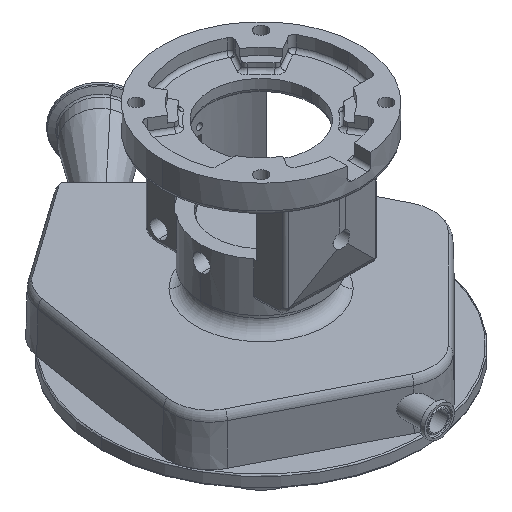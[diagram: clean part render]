
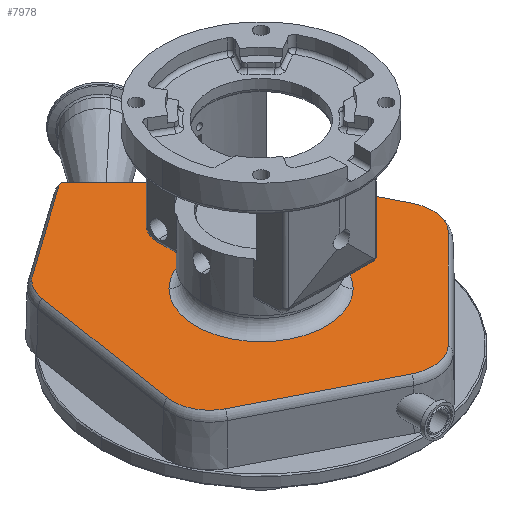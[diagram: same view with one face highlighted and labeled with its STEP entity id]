
A CAD part, isometric view. The second image highlights one B-rep face of the part: STEP entity #7978.
In plain terms, the highlighted planar face has unit normal (0, 0, 1).
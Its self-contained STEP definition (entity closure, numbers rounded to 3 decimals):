
#62 = PLANE ( 'NONE',  #13450 ) ;
#95 = VERTEX_POINT ( 'NONE', #12179 ) ;
#129 = AXIS2_PLACEMENT_3D ( 'NONE', #8690, #7621, #5342 ) ;
#249 = CIRCLE ( 'NONE', #1155, 31.169 ) ;
#624 = VERTEX_POINT ( 'NONE', #1591 ) ;
#630 = DIRECTION ( 'NONE',  ( 0., 0., -1. ) ) ;
#756 = EDGE_CURVE ( 'NONE', #9792, #8954, #249, .T. ) ;
#818 = CIRCLE ( 'NONE', #129, 55. ) ;
#883 = AXIS2_PLACEMENT_3D ( 'NONE', #11894, #8486, #3322 ) ;
#915 = AXIS2_PLACEMENT_3D ( 'NONE', #12023, #5485, #11642 ) ;
#943 = EDGE_CURVE ( 'NONE', #2528, #9792, #1428, .T. ) ;
#951 = CARTESIAN_POINT ( 'NONE',  ( -86.721, 106.155, -141.5 ) ) ;
#959 = DIRECTION ( 'NONE',  ( 0.45, -0.893, 0. ) ) ;
#1140 = ORIENTED_EDGE ( 'NONE', *, *, #14039, .F. ) ;
#1155 = AXIS2_PLACEMENT_3D ( 'NONE', #4451, #5600, #2145 ) ;
#1201 = DIRECTION ( 'NONE',  ( 0.707, -0.707, 0. ) ) ;
#1250 = ORIENTED_EDGE ( 'NONE', *, *, #3905, .F. ) ;
#1338 = FACE_OUTER_BOUND ( 'NONE', #4856, .T. ) ;
#1381 = VERTEX_POINT ( 'NONE', #10411 ) ;
#1407 = CARTESIAN_POINT ( 'NONE',  ( -102.806, -72.944, -141.5 ) ) ;
#1418 = CARTESIAN_POINT ( 'NONE',  ( 123.744, 123.744, -141.5 ) ) ;
#1428 = CIRCLE ( 'NONE', #6012, 31.169 ) ;
#1456 = EDGE_LOOP ( 'NONE', ( #9244, #4960 ) ) ;
#1504 = EDGE_CURVE ( 'NONE', #12194, #6922, #3618, .T. ) ;
#1591 = CARTESIAN_POINT ( 'NONE',  ( 37.605, -120.315, -141.5 ) ) ;
#1716 = CARTESIAN_POINT ( 'NONE',  ( 31.113, 124.451, -141.5 ) ) ;
#1783 = AXIS2_PLACEMENT_3D ( 'NONE', #10413, #630, #8291 ) ;
#1854 = VECTOR ( 'NONE', #7519, 1000. ) ;
#1989 = VECTOR ( 'NONE', #10172, 1000. ) ;
#2005 = CARTESIAN_POINT ( 'NONE',  ( -10.264, 160.332, -141.5 ) ) ;
#2013 = CARTESIAN_POINT ( 'NONE',  ( -6.135, 154.505, -141.5 ) ) ;
#2145 = DIRECTION ( 'NONE',  ( 0.707, -0.707, 0. ) ) ;
#2528 = VERTEX_POINT ( 'NONE', #4950 ) ;
#2723 = VECTOR ( 'NONE', #11127, 1000. ) ;
#3062 = ORIENTED_EDGE ( 'NONE', *, *, #756, .F. ) ;
#3124 = CIRCLE ( 'NONE', #13839, 55. ) ;
#3322 = DIRECTION ( 'NONE',  ( -0.707, 0.707, 0. ) ) ;
#3386 = VECTOR ( 'NONE', #10630, 1000. ) ;
#3564 = LINE ( 'NONE', #12190, #2723 ) ;
#3587 = ORIENTED_EDGE ( 'NONE', *, *, #6848, .F. ) ;
#3618 = LINE ( 'NONE', #11264, #1989 ) ;
#3905 = EDGE_CURVE ( 'NONE', #4265, #12301, #7127, .T. ) ;
#3994 = EDGE_CURVE ( 'NONE', #12301, #8799, #9614, .T. ) ;
#4191 = ORIENTED_EDGE ( 'NONE', *, *, #3994, .F. ) ;
#4226 = DIRECTION ( 'NONE',  ( 0.157, 0.988, 0. ) ) ;
#4265 = VERTEX_POINT ( 'NONE', #12512 ) ;
#4343 = CARTESIAN_POINT ( 'NONE',  ( -90.741, 102.763, -141.5 ) ) ;
#4451 = CARTESIAN_POINT ( 'NONE',  ( -68.701, 80.723, -141.5 ) ) ;
#4640 = ORIENTED_EDGE ( 'NONE', *, *, #13755, .F. ) ;
#4856 = EDGE_LOOP ( 'NONE', ( #1140, #12958, #9159, #11508, #11981, #3062, #9168, #7936, #9131, #4640, #11942, #3587, #8231, #4191, #1250 ) ) ;
#4938 = AXIS2_PLACEMENT_3D ( 'NONE', #8537, #12876, #10806 ) ;
#4950 = CARTESIAN_POINT ( 'NONE',  ( -99.486, 85.602, -141.5 ) ) ;
#4960 = ORIENTED_EDGE ( 'NONE', *, *, #8421, .F. ) ;
#5039 = CIRCLE ( 'NONE', #915, 31.169 ) ;
#5049 = CARTESIAN_POINT ( 'NONE',  ( 40.096, 99.742, -141.5 ) ) ;
#5148 = CARTESIAN_POINT ( 'NONE',  ( -159.395, 54.659, -141.5 ) ) ;
#5172 = VERTEX_POINT ( 'NONE', #5402 ) ;
#5225 = CIRCLE ( 'NONE', #1783, 31.169 ) ;
#5324 = DIRECTION ( 'NONE',  ( 0., 0., 1. ) ) ;
#5342 = DIRECTION ( 'NONE',  ( 0.707, -0.707, 0. ) ) ;
#5402 = CARTESIAN_POINT ( 'NONE',  ( -38.891, 38.891, -141.5 ) ) ;
#5485 = DIRECTION ( 'NONE',  ( 0., 0., -1. ) ) ;
#5546 = VERTEX_POINT ( 'NONE', #13359 ) ;
#5600 = DIRECTION ( 'NONE',  ( 0., 0., -1. ) ) ;
#5752 = CARTESIAN_POINT ( 'NONE',  ( -68.701, 80.723, -141.5 ) ) ;
#5806 = CARTESIAN_POINT ( 'NONE',  ( -119.44, -40.293, -141.5 ) ) ;
#5861 = CIRCLE ( 'NONE', #11330, 7.141 ) ;
#6012 = AXIS2_PLACEMENT_3D ( 'NONE', #5752, #9000, #13286 ) ;
#6612 = CARTESIAN_POINT ( 'NONE',  ( 100.078, 50.054, -141.5 ) ) ;
#6848 = EDGE_CURVE ( 'NONE', #11742, #624, #3564, .T. ) ;
#6922 = VERTEX_POINT ( 'NONE', #11278 ) ;
#7127 = CIRCLE ( 'NONE', #7563, 31.169 ) ;
#7293 = CIRCLE ( 'NONE', #883, 228.831 ) ;
#7302 = VERTEX_POINT ( 'NONE', #10367 ) ;
#7335 = CARTESIAN_POINT ( 'NONE',  ( 0., 0., -141.5 ) ) ;
#7449 = LINE ( 'NONE', #11797, #1854 ) ;
#7492 = VERTEX_POINT ( 'NONE', #2005 ) ;
#7519 = DIRECTION ( 'NONE',  ( -0.966, -0.259, 0. ) ) ;
#7563 = AXIS2_PLACEMENT_3D ( 'NONE', #5049, #9393, #13751 ) ;
#7621 = DIRECTION ( 'NONE',  ( 0., 0., 1. ) ) ;
#7644 = FACE_BOUND ( 'NONE', #1456, .T. ) ;
#7859 = EDGE_CURVE ( 'NONE', #13409, #2528, #10783, .T. ) ;
#7905 = DIRECTION ( 'NONE',  ( -0.891, 0.454, 0. ) ) ;
#7936 = ORIENTED_EDGE ( 'NONE', *, *, #7859, .F. ) ;
#7960 = CARTESIAN_POINT ( 'NONE',  ( 126.103, -1.525, -141.5 ) ) ;
#7978 = ADVANCED_FACE ( 'NONE', ( #7644, #1338 ), #62, .T. ) ;
#8052 = LINE ( 'NONE', #1407, #13639 ) ;
#8231 = ORIENTED_EDGE ( 'NONE', *, *, #13591, .F. ) ;
#8291 = DIRECTION ( 'NONE',  ( 0.707, -0.707, 0. ) ) ;
#8421 = EDGE_CURVE ( 'NONE', #5172, #1381, #3124, .T. ) ;
#8486 = DIRECTION ( 'NONE',  ( 0., 0., 1. ) ) ;
#8537 = CARTESIAN_POINT ( 'NONE',  ( 15.565, -98.275, -141.5 ) ) ;
#8690 = CARTESIAN_POINT ( 'NONE',  ( 0., 0., -141.5 ) ) ;
#8758 = EDGE_CURVE ( 'NONE', #1381, #5172, #818, .T. ) ;
#8782 = DIRECTION ( 'NONE',  ( 0., 0., 1. ) ) ;
#8799 = VERTEX_POINT ( 'NONE', #7960 ) ;
#8954 = VERTEX_POINT ( 'NONE', #951 ) ;
#8965 = EDGE_CURVE ( 'NONE', #624, #5546, #11086, .T. ) ;
#9000 = DIRECTION ( 'NONE',  ( 0., 0., -1. ) ) ;
#9131 = ORIENTED_EDGE ( 'NONE', *, *, #9657, .F. ) ;
#9159 = ORIENTED_EDGE ( 'NONE', *, *, #1504, .T. ) ;
#9168 = ORIENTED_EDGE ( 'NONE', *, *, #943, .F. ) ;
#9244 = ORIENTED_EDGE ( 'NONE', *, *, #8758, .F. ) ;
#9393 = DIRECTION ( 'NONE',  ( 0., 0., -1. ) ) ;
#9614 = LINE ( 'NONE', #6612, #13942 ) ;
#9657 = EDGE_CURVE ( 'NONE', #95, #13409, #5039, .T. ) ;
#9792 = VERTEX_POINT ( 'NONE', #4343 ) ;
#10172 = DIRECTION ( 'NONE',  ( -0.707, 0.707, 0. ) ) ;
#10243 = EDGE_CURVE ( 'NONE', #7492, #6922, #5861, .T. ) ;
#10367 = CARTESIAN_POINT ( 'NONE',  ( 49.83, 129.466, -141.5 ) ) ;
#10411 = CARTESIAN_POINT ( 'NONE',  ( 38.891, -38.891, -141.5 ) ) ;
#10413 = CARTESIAN_POINT ( 'NONE',  ( 98.275, -15.565, -141.5 ) ) ;
#10630 = DIRECTION ( 'NONE',  ( 0.816, 0.578, 0. ) ) ;
#10783 = LINE ( 'NONE', #12919, #11638 ) ;
#10806 = DIRECTION ( 'NONE',  ( 0.707, -0.707, 0. ) ) ;
#10808 = DIRECTION ( 'NONE',  ( 0., 0., -1. ) ) ;
#10855 = CARTESIAN_POINT ( 'NONE',  ( 67.924, 113.783, -141.5 ) ) ;
#11086 = CIRCLE ( 'NONE', #4938, 31.169 ) ;
#11127 = DIRECTION ( 'NONE',  ( -0.707, -0.707, 0. ) ) ;
#11264 = CARTESIAN_POINT ( 'NONE',  ( 77.782, 77.782, -141.5 ) ) ;
#11278 = CARTESIAN_POINT ( 'NONE',  ( -6.083, 161.646, -141.5 ) ) ;
#11330 = AXIS2_PLACEMENT_3D ( 'NONE', #2013, #10808, #12880 ) ;
#11508 = ORIENTED_EDGE ( 'NONE', *, *, #10243, .F. ) ;
#11638 = VECTOR ( 'NONE', #4226, 1000. ) ;
#11642 = DIRECTION ( 'NONE',  ( 0.707, -0.707, 0. ) ) ;
#11679 = DIRECTION ( 'NONE',  ( 0.707, -0.707, 0. ) ) ;
#11741 = EDGE_CURVE ( 'NONE', #7302, #12194, #7449, .T. ) ;
#11742 = VERTEX_POINT ( 'NONE', #12933 ) ;
#11797 = CARTESIAN_POINT ( 'NONE',  ( 117.362, 147.561, -141.5 ) ) ;
#11894 = CARTESIAN_POINT ( 'NONE',  ( 139.999, 339.783, -141.5 ) ) ;
#11942 = ORIENTED_EDGE ( 'NONE', *, *, #8965, .F. ) ;
#11981 = ORIENTED_EDGE ( 'NONE', *, *, #13513, .F. ) ;
#12023 = CARTESIAN_POINT ( 'NONE',  ( -88.655, -45.172, -141.5 ) ) ;
#12179 = CARTESIAN_POINT ( 'NONE',  ( -102.806, -72.944, -141.5 ) ) ;
#12190 = CARTESIAN_POINT ( 'NONE',  ( 12.046, -145.874, -141.5 ) ) ;
#12194 = VERTEX_POINT ( 'NONE', #1716 ) ;
#12301 = VERTEX_POINT ( 'NONE', #10855 ) ;
#12512 = CARTESIAN_POINT ( 'NONE',  ( 52.073, 128.519, -141.5 ) ) ;
#12561 = LINE ( 'NONE', #5148, #3386 ) ;
#12876 = DIRECTION ( 'NONE',  ( 0., 0., -1. ) ) ;
#12880 = DIRECTION ( 'NONE',  ( 0.707, -0.707, 0. ) ) ;
#12919 = CARTESIAN_POINT ( 'NONE',  ( -119.44, -40.293, -141.5 ) ) ;
#12933 = CARTESIAN_POINT ( 'NONE',  ( 120.315, -37.605, -141.5 ) ) ;
#12958 = ORIENTED_EDGE ( 'NONE', *, *, #11741, .T. ) ;
#13286 = DIRECTION ( 'NONE',  ( 0.707, -0.707, 0. ) ) ;
#13359 = CARTESIAN_POINT ( 'NONE',  ( 1.415, -126.047, -141.5 ) ) ;
#13409 = VERTEX_POINT ( 'NONE', #5806 ) ;
#13450 = AXIS2_PLACEMENT_3D ( 'NONE', #1418, #8782, #1201 ) ;
#13513 = EDGE_CURVE ( 'NONE', #8954, #7492, #12561, .T. ) ;
#13591 = EDGE_CURVE ( 'NONE', #8799, #11742, #5225, .T. ) ;
#13639 = VECTOR ( 'NONE', #7905, 1000. ) ;
#13751 = DIRECTION ( 'NONE',  ( 0.707, -0.707, 0. ) ) ;
#13755 = EDGE_CURVE ( 'NONE', #5546, #95, #8052, .T. ) ;
#13839 = AXIS2_PLACEMENT_3D ( 'NONE', #7335, #5324, #11679 ) ;
#13942 = VECTOR ( 'NONE', #959, 1000. ) ;
#14039 = EDGE_CURVE ( 'NONE', #7302, #4265, #7293, .T. ) ;
